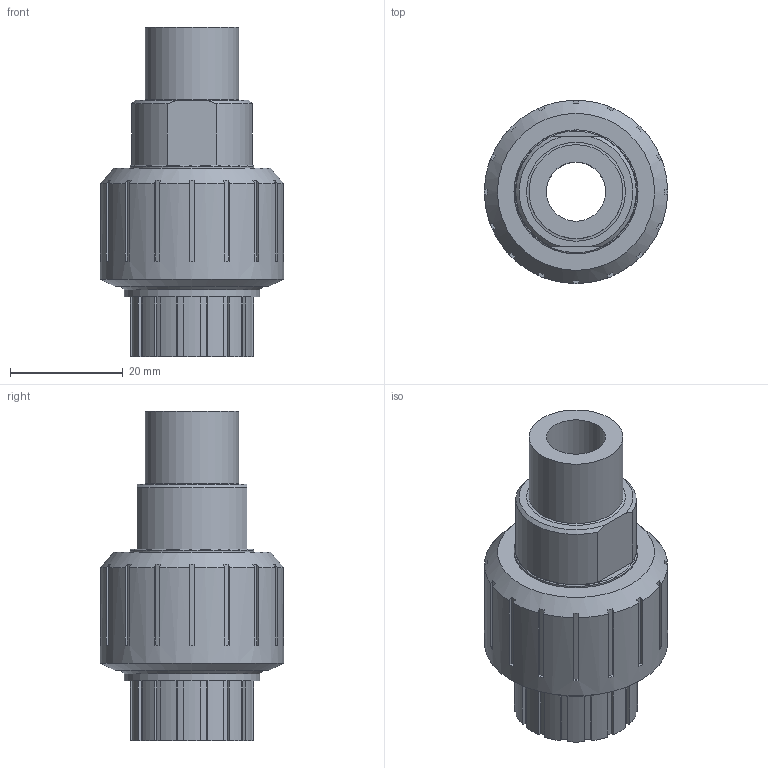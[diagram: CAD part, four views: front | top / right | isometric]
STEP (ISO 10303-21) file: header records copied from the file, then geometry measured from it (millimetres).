
FILE_DESCRIPTION(/* description */ ('Union Bush for EFV, F/BIV, d = 16 mm'),/* implementation_level */ '2;1');
FILE_NAME(/* name */ 'BIROV016038E.iam.stp',/* time_stamp */ '2013-10-01T14:59:27+02:00',/* author */ ('TraceParts'),/* organization */ ('TraceParts S.A.'),/* preprocessor_version */ 'ST-DEVELOPER v15.2',/* originating_system */ 'Autodesk Inventor 2014',/* authorisation */ '');
FILE_SCHEMA (('AUTOMOTIVE_DESIGN { 1 0 10303 214 3 1 1 }'));
Length unit declared in the file: millimetre
Products named in the file (4): FBIV016; QBRO038; EFV034; BIROV016038E
Bounding box: 32.5 x 32.5 x 58.5 mm (x, y, z)
Volume: 22142.2 mm3; surface area: 12604.6 mm2
Topology: 3 solids, 3 shells, 170 faces, 462 edges, 306 vertices
Faces by surface type: plane 96, cylinder 64, cone 7, torus 3
Full cylindrical faces by diameter (mm): 10.5 x1, 12 x1, 13.6 x1, 16 x1, 16.662 x1, 20.2 x1, 22 x2, 24 x1, 24.117 x2, 26.441 x1, 27.2 x1, 32.5 x1
Entity records: 5329 total; most frequent: CARTESIAN_POINT 985, DIRECTION 920, ORIENTED_EDGE 870, EDGE_CURVE 435, AXIS2_PLACEMENT_3D 344, VERTEX_POINT 301, LINE 232, VECTOR 232
